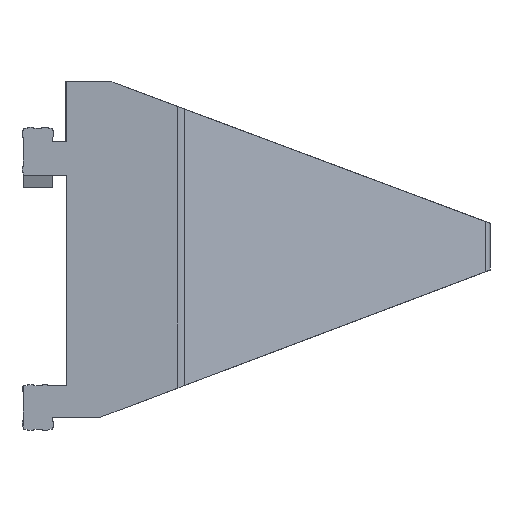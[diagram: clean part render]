
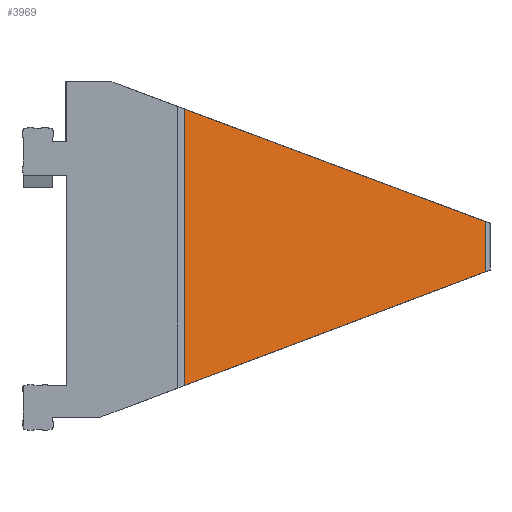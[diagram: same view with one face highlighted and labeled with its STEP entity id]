
A CAD part, left-side view. The second image highlights one B-rep face of the part: STEP entity #3969.
In plain terms, the highlighted planar face has unit normal (-0.97, -0.242, 0).
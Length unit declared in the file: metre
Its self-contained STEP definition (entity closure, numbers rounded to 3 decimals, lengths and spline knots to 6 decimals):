
#64=PLANE('',#4244);
#365=LINE('',#5824,#867);
#403=LINE('',#5958,#905);
#405=LINE('',#5962,#907);
#410=LINE('',#5978,#912);
#867=VECTOR('',#4686,1.);
#905=VECTOR('',#4788,1.);
#907=VECTOR('',#4792,1.);
#912=VECTOR('',#4809,1.);
#1600=ORIENTED_EDGE('',*,*,#2677,.T.);
#1601=ORIENTED_EDGE('',*,*,#2615,.T.);
#1602=ORIENTED_EDGE('',*,*,#2675,.F.);
#1603=ORIENTED_EDGE('',*,*,#2685,.F.);
#2615=EDGE_CURVE('',#3180,#3178,#365,.T.);
#2675=EDGE_CURVE('',#3215,#3178,#403,.T.);
#2677=EDGE_CURVE('',#3217,#3180,#405,.T.);
#2685=EDGE_CURVE('',#3217,#3215,#410,.T.);
#3178=VERTEX_POINT('',#5822);
#3180=VERTEX_POINT('',#5825);
#3215=VERTEX_POINT('',#5957);
#3217=VERTEX_POINT('',#5963);
#3530=EDGE_LOOP('',(#1600,#1601,#1602,#1603));
#3732=FACE_BOUND('',#3530,.T.);
#3969=ADVANCED_FACE('',(#3732),#64,.F.);
#4244=AXIS2_PLACEMENT_3D('',#5977,#4807,#4808);
#4686=DIRECTION('',(-0.228,0.912,0.341));
#4788=DIRECTION('',(0.,0.,1.));
#4792=DIRECTION('',(0.,0.,1.));
#4807=DIRECTION('',(0.97,0.243,0.));
#4808=DIRECTION('',(-0.243,0.97,0.));
#4809=DIRECTION('',(-0.228,0.911,-0.344));
#5822=CARTESIAN_POINT('',(-0.064254,-0.032627,0.02354));
#5824=CARTESIAN_POINT('',(-0.052993,-0.077672,0.006704));
#5825=CARTESIAN_POINT('',(-0.051374,-0.084149,0.004283));
#5957=CARTESIAN_POINT('',(-0.064254,-0.032627,-0.023757));
#5958=CARTESIAN_POINT('',(-0.064254,-0.032627,-0.020761));
#5962=CARTESIAN_POINT('',(-0.051374,-0.084149,0.012239));
#5963=CARTESIAN_POINT('',(-0.051374,-0.084149,-0.004286));
#5977=CARTESIAN_POINT('',(-0.056904,-0.06203,-0.037761));
#5978=CARTESIAN_POINT('',(-0.058872,-0.054155,-0.015621));
